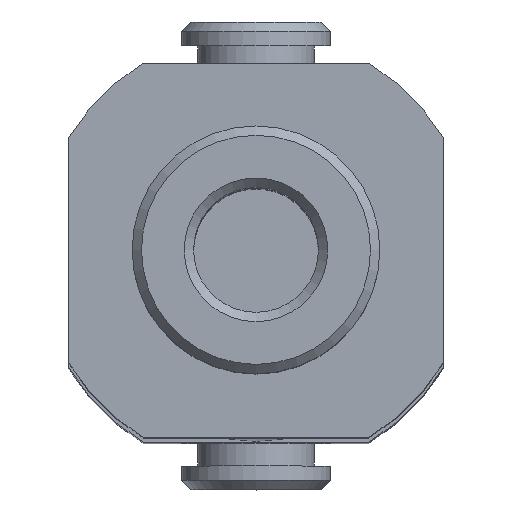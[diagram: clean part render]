
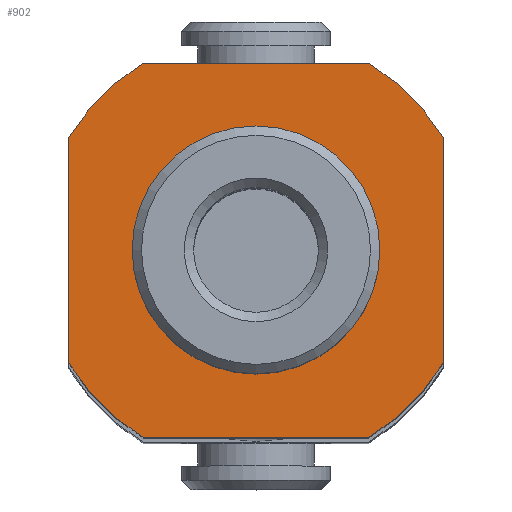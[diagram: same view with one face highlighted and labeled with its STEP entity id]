
A CAD part, top view. The second image highlights one B-rep face of the part: STEP entity #902.
In plain terms, the highlighted planar face has unit normal (0, 0, 1).
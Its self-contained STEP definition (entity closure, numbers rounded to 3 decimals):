
#25=FACE_BOUND('',#178,.T.);
#41=PLANE('',#1015);
#114=FACE_OUTER_BOUND('',#177,.T.);
#177=EDGE_LOOP('',(#751,#752,#753,#754,#755,#756,#757,#758));
#178=EDGE_LOOP('',(#759));
#259=LINE('',#1582,#327);
#261=LINE('',#1589,#329);
#262=LINE('',#1593,#330);
#263=LINE('',#1597,#331);
#327=VECTOR('',#1245,1000.);
#329=VECTOR('',#1251,1000.);
#330=VECTOR('',#1254,1000.);
#331=VECTOR('',#1259,1000.);
#384=CIRCLE('',#997,3.969);
#392=CIRCLE('',#1016,7.);
#393=CIRCLE('',#1017,7.);
#394=CIRCLE('',#1018,7.);
#395=CIRCLE('',#1019,7.);
#442=VERTEX_POINT('',#1512);
#468=VERTEX_POINT('',#1579);
#469=VERTEX_POINT('',#1581);
#470=VERTEX_POINT('',#1585);
#471=VERTEX_POINT('',#1586);
#472=VERTEX_POINT('',#1588);
#473=VERTEX_POINT('',#1590);
#474=VERTEX_POINT('',#1592);
#475=VERTEX_POINT('',#1595);
#544=EDGE_CURVE('',#442,#442,#384,.T.);
#576=EDGE_CURVE('',#469,#468,#259,.T.);
#578=EDGE_CURVE('',#470,#471,#392,.T.);
#579=EDGE_CURVE('',#471,#472,#261,.T.);
#580=EDGE_CURVE('',#472,#473,#393,.T.);
#581=EDGE_CURVE('',#473,#474,#262,.T.);
#582=EDGE_CURVE('',#474,#469,#394,.T.);
#583=EDGE_CURVE('',#468,#475,#395,.T.);
#584=EDGE_CURVE('',#475,#470,#263,.T.);
#751=ORIENTED_EDGE('',*,*,#578,.T.);
#752=ORIENTED_EDGE('',*,*,#579,.T.);
#753=ORIENTED_EDGE('',*,*,#580,.T.);
#754=ORIENTED_EDGE('',*,*,#581,.T.);
#755=ORIENTED_EDGE('',*,*,#582,.T.);
#756=ORIENTED_EDGE('',*,*,#576,.T.);
#757=ORIENTED_EDGE('',*,*,#583,.T.);
#758=ORIENTED_EDGE('',*,*,#584,.T.);
#759=ORIENTED_EDGE('',*,*,#544,.F.);
#902=ADVANCED_FACE('',(#114,#25),#41,.T.);
#997=AXIS2_PLACEMENT_3D('',#1513,#1185,#1186);
#1015=AXIS2_PLACEMENT_3D('',#1584,#1247,#1248);
#1016=AXIS2_PLACEMENT_3D('',#1587,#1249,#1250);
#1017=AXIS2_PLACEMENT_3D('',#1591,#1252,#1253);
#1018=AXIS2_PLACEMENT_3D('',#1594,#1255,#1256);
#1019=AXIS2_PLACEMENT_3D('',#1596,#1257,#1258);
#1185=DIRECTION('center_axis',(0.,0.,1.));
#1186=DIRECTION('ref_axis',(1.,0.,0.));
#1245=DIRECTION('',(-1.,0.,0.));
#1247=DIRECTION('center_axis',(0.,0.,1.));
#1248=DIRECTION('ref_axis',(1.,0.,0.));
#1249=DIRECTION('center_axis',(0.,0.,1.));
#1250=DIRECTION('ref_axis',(1.,0.,0.));
#1251=DIRECTION('',(1.,0.,0.));
#1252=DIRECTION('center_axis',(0.,0.,1.));
#1253=DIRECTION('ref_axis',(1.,0.,0.));
#1254=DIRECTION('',(0.,1.,0.));
#1255=DIRECTION('center_axis',(0.,0.,1.));
#1256=DIRECTION('ref_axis',(1.,0.,0.));
#1257=DIRECTION('center_axis',(0.,0.,1.));
#1258=DIRECTION('ref_axis',(1.,0.,0.));
#1259=DIRECTION('',(0.,-1.,0.));
#1512=CARTESIAN_POINT('',(3.969,0.,49.9));
#1513=CARTESIAN_POINT('Origin',(0.,0.,49.9));
#1579=CARTESIAN_POINT('',(-3.606,6.,49.9));
#1581=CARTESIAN_POINT('',(3.606,6.,49.9));
#1582=CARTESIAN_POINT('',(-3.606,6.,49.9));
#1584=CARTESIAN_POINT('Origin',(0.,0.,49.9));
#1585=CARTESIAN_POINT('',(-6.,-3.606,49.9));
#1586=CARTESIAN_POINT('',(-3.606,-6.,49.9));
#1587=CARTESIAN_POINT('Origin',(0.,0.,49.9));
#1588=CARTESIAN_POINT('',(3.606,-6.,49.9));
#1589=CARTESIAN_POINT('',(-3.606,-6.,49.9));
#1590=CARTESIAN_POINT('',(6.,-3.606,49.9));
#1591=CARTESIAN_POINT('Origin',(0.,0.,49.9));
#1592=CARTESIAN_POINT('',(6.,3.606,49.9));
#1593=CARTESIAN_POINT('',(6.,3.606,49.9));
#1594=CARTESIAN_POINT('Origin',(0.,0.,49.9));
#1595=CARTESIAN_POINT('',(-6.,3.606,49.9));
#1596=CARTESIAN_POINT('Origin',(0.,0.,49.9));
#1597=CARTESIAN_POINT('',(-6.,3.606,49.9));
